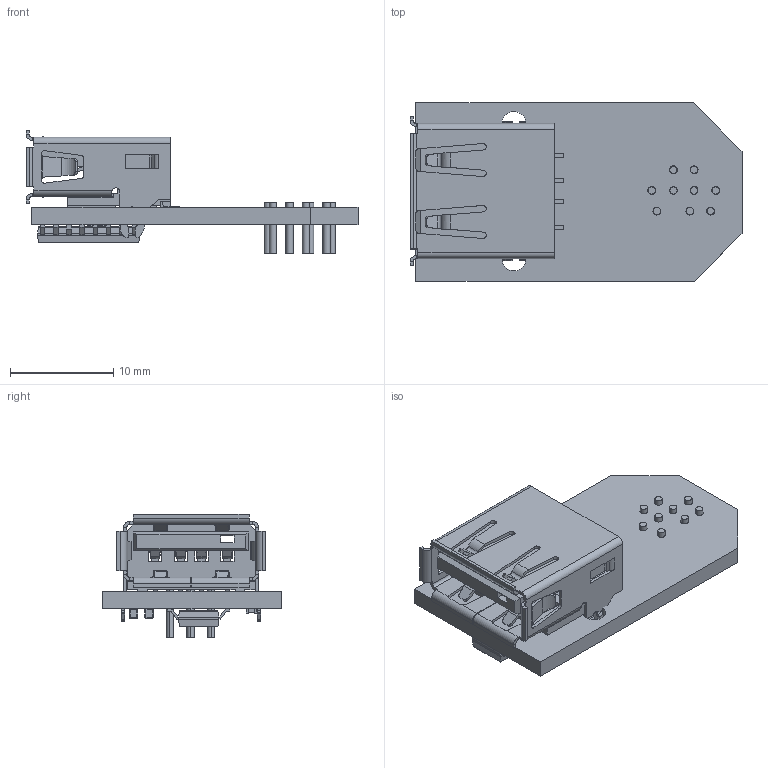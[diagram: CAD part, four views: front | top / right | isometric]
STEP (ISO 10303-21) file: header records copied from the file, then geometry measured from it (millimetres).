
FILE_DESCRIPTION(('Open CASCADE Model'),'2;1');
FILE_NAME('Open CASCADE Shape Model','2025-04-24T12:06:42',('Author'),( 'Open CASCADE'),'Open CASCADE STEP processor 7.5','Open CASCADE 7.5' ,'Unknown');
FILE_SCHEMA(('AUTOMOTIVE_DESIGN { 1 0 10303 214 1 1 1 1 }'));
Length unit declared in the file: millimetre
Products named in the file (14): Open CASCADE STEP translator 7.5 29; Open CASCADE STEP translator 7.5 30; Open CASCADE STEP translator 7.5 31; Open CASCADE STEP translator 7.5 32; Open CASCADE STEP translator 7.5 33; Open CASCADE STEP translator 7.5 34; Open CASCADE STEP translator 7.5 35; Open CASCADE STEP translator 7.5 36; Open CASCADE STEP translator 7.5 37; Open CASCADE STEP translator 7.5 38; Open CASCADE STEP translator 7.5 39; Open CASCADE STEP translator 7.5 40; Open CASCADE STEP translator 7.5 41; Open CASCADE STEP translator 7.5 42
Bounding box: 32.17 x 17.3 x 11.99 mm (x, y, z)
Volume: 1466.3 mm3; surface area: 3550.3 mm2
Topology: 37 solids, 41 shells, 1278 faces, 3308 edges, 2057 vertices
Faces by surface type: plane 840, cylinder 329, bspline 84, sphere 16, extrusion 8, cone 1
Full cylindrical faces by diameter (mm): 0.487 x1, 0.762 x9, 2.3 x2
Entity records: 42202 total; most frequent: CARTESIAN_POINT 10986, ORIENTED_EDGE 6584, DIRECTION 6012, EDGE_CURVE 3292, VECTOR 2566, LINE 2558, VERTEX_POINT 2057, AXIS2_PLACEMENT_3D 1723
